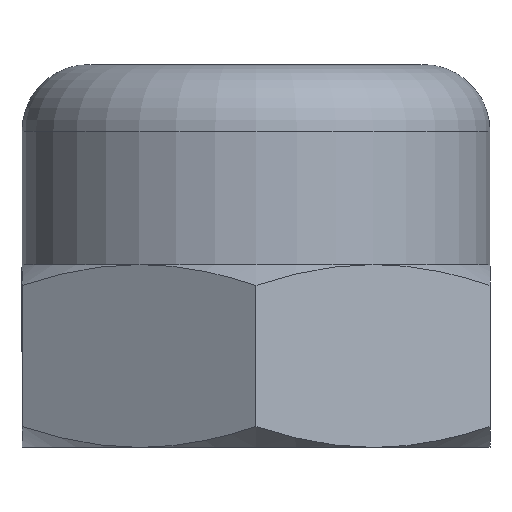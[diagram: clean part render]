
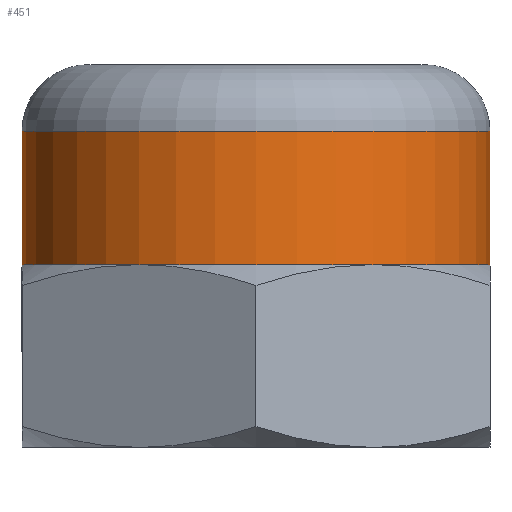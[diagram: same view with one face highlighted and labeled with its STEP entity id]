
A CAD part, front view. The second image highlights one B-rep face of the part: STEP entity #451.
In plain terms, the highlighted cylindrical face has radius 2.75 mm (diameter 5.5 mm), a partial arc.
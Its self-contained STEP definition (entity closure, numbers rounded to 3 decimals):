
#2 = ORIENTED_EDGE ( 'NONE', *, *, #449, .F. ) ;
#6 = DIRECTION ( 'NONE',  ( 0., 0., 1. ) ) ;
#41 = VERTEX_POINT ( 'NONE', #496 ) ;
#51 = CARTESIAN_POINT ( 'NONE',  ( 0., 0., 0. ) ) ;
#76 = AXIS2_PLACEMENT_3D ( 'NONE', #641, #793, #939 ) ;
#84 = ORIENTED_EDGE ( 'NONE', *, *, #949, .F. ) ;
#118 = DIRECTION ( 'NONE',  ( 0., 0., -1. ) ) ;
#143 = LINE ( 'NONE', #680, #852 ) ;
#177 = FACE_OUTER_BOUND ( 'NONE', #416, .T. ) ;
#189 = EDGE_CURVE ( 'NONE', #442, #704, #143, .T. ) ;
#201 = CARTESIAN_POINT ( 'NONE',  ( 2.75, 0., 9.481 ) ) ;
#206 = AXIS2_PLACEMENT_3D ( 'NONE', #562, #118, #413 ) ;
#208 = VERTEX_POINT ( 'NONE', #761 ) ;
#241 = CARTESIAN_POINT ( 'NONE',  ( 2.75, 0., 1.567 ) ) ;
#250 = VERTEX_POINT ( 'NONE', #808 ) ;
#271 = DIRECTION ( 'NONE',  ( 0., 0., -1. ) ) ;
#290 = CARTESIAN_POINT ( 'NONE',  ( -2.75, 0., 1.567 ) ) ;
#291 = DIRECTION ( 'NONE',  ( 1., 0., 0. ) ) ;
#308 = CARTESIAN_POINT ( 'NONE',  ( 0., 0., 0. ) ) ;
#409 = CARTESIAN_POINT ( 'NONE',  ( -2.75, 0., 0. ) ) ;
#413 = DIRECTION ( 'NONE',  ( -1., 0., 0. ) ) ;
#416 = EDGE_LOOP ( 'NONE', ( #633, #888, #2, #815, #855, #84 ) ) ;
#442 = VERTEX_POINT ( 'NONE', #409 ) ;
#449 = EDGE_CURVE ( 'NONE', #250, #41, #904, .T. ) ;
#451 = ADVANCED_FACE ( 'NONE', ( #177 ), #717, .T. ) ;
#485 = AXIS2_PLACEMENT_3D ( 'NONE', #601, #6, #291 ) ;
#496 = CARTESIAN_POINT ( 'NONE',  ( -1.375, -2.382, 0. ) ) ;
#503 = EDGE_CURVE ( 'NONE', #208, #735, #723, .T. ) ;
#562 = CARTESIAN_POINT ( 'NONE',  ( 0., 0., 0. ) ) ;
#595 = DIRECTION ( 'NONE',  ( 0., 0., -1. ) ) ;
#601 = CARTESIAN_POINT ( 'NONE',  ( 0., 0., 1.567 ) ) ;
#633 = ORIENTED_EDGE ( 'NONE', *, *, #189, .F. ) ;
#641 = CARTESIAN_POINT ( 'NONE',  ( 0., 0., 9.481 ) ) ;
#680 = CARTESIAN_POINT ( 'NONE',  ( -2.75, 0., 9.481 ) ) ;
#682 = EDGE_CURVE ( 'NONE', #41, #442, #712, .T. ) ;
#704 = VERTEX_POINT ( 'NONE', #290 ) ;
#709 = AXIS2_PLACEMENT_3D ( 'NONE', #51, #271, #741 ) ;
#712 = CIRCLE ( 'NONE', #959, 2.75 ) ;
#717 = CYLINDRICAL_SURFACE ( 'NONE', #76, 2.75 ) ;
#723 = LINE ( 'NONE', #201, #747 ) ;
#735 = VERTEX_POINT ( 'NONE', #241 ) ;
#741 = DIRECTION ( 'NONE',  ( -1., 0., 0. ) ) ;
#746 = DIRECTION ( 'NONE',  ( -1., 0., 0. ) ) ;
#747 = VECTOR ( 'NONE', #887, 1000. ) ;
#761 = CARTESIAN_POINT ( 'NONE',  ( 2.75, 0., 0. ) ) ;
#769 = CIRCLE ( 'NONE', #709, 2.75 ) ;
#793 = DIRECTION ( 'NONE',  ( 0., 0., 1. ) ) ;
#808 = CARTESIAN_POINT ( 'NONE',  ( 1.375, -2.382, 0. ) ) ;
#815 = ORIENTED_EDGE ( 'NONE', *, *, #913, .F. ) ;
#852 = VECTOR ( 'NONE', #889, 1000. ) ;
#855 = ORIENTED_EDGE ( 'NONE', *, *, #503, .T. ) ;
#887 = DIRECTION ( 'NONE',  ( 0., 0., 1. ) ) ;
#888 = ORIENTED_EDGE ( 'NONE', *, *, #682, .F. ) ;
#889 = DIRECTION ( 'NONE',  ( 0., 0., 1. ) ) ;
#904 = CIRCLE ( 'NONE', #206, 2.75 ) ;
#913 = EDGE_CURVE ( 'NONE', #208, #250, #769, .T. ) ;
#939 = DIRECTION ( 'NONE',  ( 1., 0., 0. ) ) ;
#949 = EDGE_CURVE ( 'NONE', #704, #735, #956, .T. ) ;
#956 = CIRCLE ( 'NONE', #485, 2.75 ) ;
#959 = AXIS2_PLACEMENT_3D ( 'NONE', #308, #595, #746 ) ;
